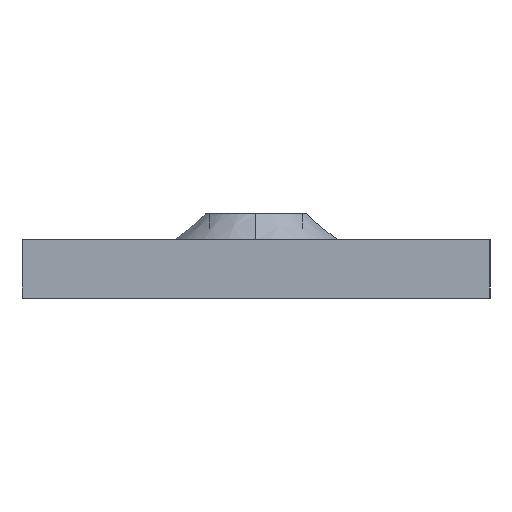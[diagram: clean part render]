
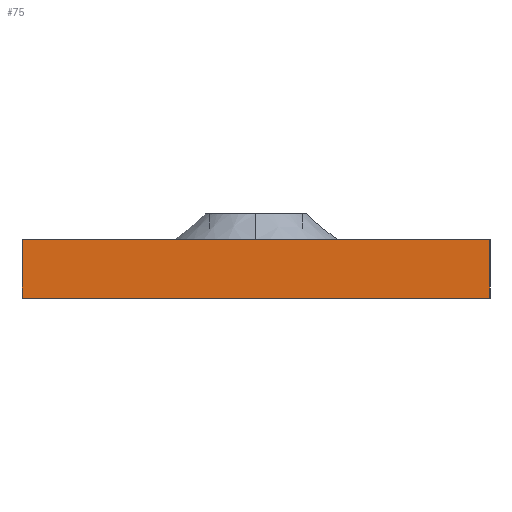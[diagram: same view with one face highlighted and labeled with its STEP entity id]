
A CAD part, left-side view. The second image highlights one B-rep face of the part: STEP entity #75.
In plain terms, the highlighted planar face has unit normal (-1, 0, 0).
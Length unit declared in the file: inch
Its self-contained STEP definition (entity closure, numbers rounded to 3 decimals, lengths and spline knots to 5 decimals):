
#32 = DIRECTION ( 'NONE',  ( 0., -1., 0. ) ) ;
#75 = ADVANCED_FACE ( 'NONE', ( #755 ), #643, .F. ) ;
#99 = AXIS2_PLACEMENT_3D ( 'NONE', #240, #448, #575 ) ;
#113 = ORIENTED_EDGE ( 'NONE', *, *, #607, .T. ) ;
#120 = VERTEX_POINT ( 'NONE', #503 ) ;
#144 = ORIENTED_EDGE ( 'NONE', *, *, #484, .F. ) ;
#148 = CARTESIAN_POINT ( 'NONE',  ( -19.75, 0.75, 0.188 ) ) ;
#151 = DIRECTION ( 'NONE',  ( 0., 1., 0. ) ) ;
#196 = DIRECTION ( 'NONE',  ( 0., 0., -1. ) ) ;
#223 = LINE ( 'NONE', #852, #277 ) ;
#240 = CARTESIAN_POINT ( 'NONE',  ( -19.75, 0.75, 0.188 ) ) ;
#242 = EDGE_CURVE ( 'NONE', #120, #665, #647, .T. ) ;
#260 = CARTESIAN_POINT ( 'NONE',  ( -19.75, 0.75, 0.188 ) ) ;
#277 = VECTOR ( 'NONE', #151, 39.37008 ) ;
#281 = VERTEX_POINT ( 'NONE', #380 ) ;
#353 = EDGE_CURVE ( 'NONE', #120, #281, #223, .T. ) ;
#360 = VECTOR ( 'NONE', #377, 39.37008 ) ;
#377 = DIRECTION ( 'NONE',  ( 0., 0., 1. ) ) ;
#380 = CARTESIAN_POINT ( 'NONE',  ( -19.75, 0.75, 0. ) ) ;
#392 = LINE ( 'NONE', #572, #530 ) ;
#417 = CARTESIAN_POINT ( 'NONE',  ( -19.75, -0.75, 0.188 ) ) ;
#448 = DIRECTION ( 'NONE',  ( 1., 0., 0. ) ) ;
#484 = EDGE_CURVE ( 'NONE', #785, #665, #392, .T. ) ;
#503 = CARTESIAN_POINT ( 'NONE',  ( -19.75, -0.75, 0. ) ) ;
#520 = ORIENTED_EDGE ( 'NONE', *, *, #242, .T. ) ;
#530 = VECTOR ( 'NONE', #32, 39.37008 ) ;
#571 = ORIENTED_EDGE ( 'NONE', *, *, #353, .F. ) ;
#572 = CARTESIAN_POINT ( 'NONE',  ( -19.75, -0.75, 0.188 ) ) ;
#575 = DIRECTION ( 'NONE',  ( 0., 0., -1. ) ) ;
#598 = LINE ( 'NONE', #260, #693 ) ;
#607 = EDGE_CURVE ( 'NONE', #785, #281, #598, .T. ) ;
#614 = EDGE_LOOP ( 'NONE', ( #520, #144, #113, #571 ) ) ;
#643 = PLANE ( 'NONE',  #99 ) ;
#647 = LINE ( 'NONE', #706, #360 ) ;
#665 = VERTEX_POINT ( 'NONE', #417 ) ;
#693 = VECTOR ( 'NONE', #196, 39.37008 ) ;
#706 = CARTESIAN_POINT ( 'NONE',  ( -19.75, -0.75, 0.188 ) ) ;
#755 = FACE_OUTER_BOUND ( 'NONE', #614, .T. ) ;
#785 = VERTEX_POINT ( 'NONE', #148 ) ;
#852 = CARTESIAN_POINT ( 'NONE',  ( -19.75, 0.75, 0. ) ) ;
